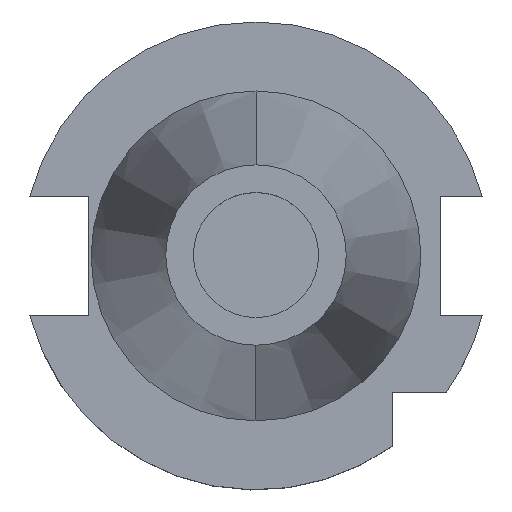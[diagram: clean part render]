
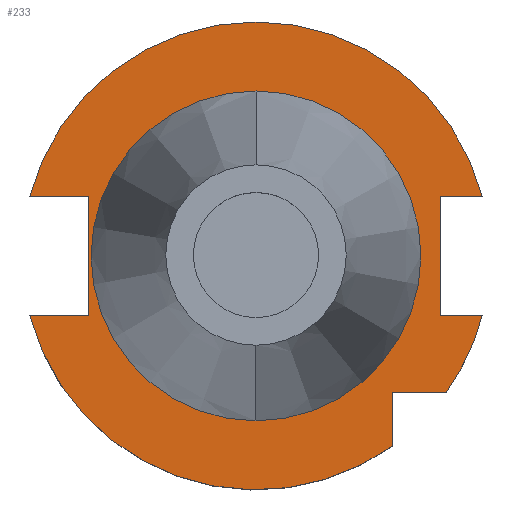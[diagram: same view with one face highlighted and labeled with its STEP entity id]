
A CAD part, top view. The second image highlights one B-rep face of the part: STEP entity #233.
In plain terms, the highlighted planar face has unit normal (0, 0, 1).
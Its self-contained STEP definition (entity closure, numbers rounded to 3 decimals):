
#70=FACE_BOUND('',#349,.T.);
#71=FACE_BOUND('',#350,.T.);
#98=LINE('',#1333,#163);
#99=LINE('',#1335,#164);
#100=LINE('',#1337,#165);
#115=LINE('',#1391,#180);
#116=LINE('',#1395,#181);
#117=LINE('',#1397,#182);
#118=LINE('',#1401,#183);
#119=LINE('',#1403,#184);
#120=LINE('',#1405,#185);
#121=LINE('',#1409,#186);
#163=VECTOR('',#1079,1.);
#164=VECTOR('',#1080,1.);
#165=VECTOR('',#1081,1.);
#180=VECTOR('',#1110,1.);
#181=VECTOR('',#1115,1.);
#182=VECTOR('',#1116,1.);
#183=VECTOR('',#1119,1.);
#184=VECTOR('',#1120,1.);
#185=VECTOR('',#1121,1.);
#186=VECTOR('',#1124,1.);
#233=ADVANCED_FACE('',(#70,#71),#274,.F.);
#274=PLANE('',#951);
#349=EDGE_LOOP('',(#455,#456,#457,#458,#459,#460,#461,#462,#463,#464,#465,
#466,#467));
#350=EDGE_LOOP('',(#468,#469));
#455=ORIENTED_EDGE('',*,*,#742,.F.);
#456=ORIENTED_EDGE('',*,*,#741,.F.);
#457=ORIENTED_EDGE('',*,*,#765,.F.);
#458=ORIENTED_EDGE('',*,*,#766,.F.);
#459=ORIENTED_EDGE('',*,*,#767,.T.);
#460=ORIENTED_EDGE('',*,*,#768,.F.);
#461=ORIENTED_EDGE('',*,*,#769,.T.);
#462=ORIENTED_EDGE('',*,*,#770,.T.);
#463=ORIENTED_EDGE('',*,*,#771,.F.);
#464=ORIENTED_EDGE('',*,*,#772,.F.);
#465=ORIENTED_EDGE('',*,*,#773,.T.);
#466=ORIENTED_EDGE('',*,*,#774,.T.);
#467=ORIENTED_EDGE('',*,*,#743,.F.);
#468=ORIENTED_EDGE('',*,*,#739,.T.);
#469=ORIENTED_EDGE('',*,*,#736,.F.);
#648=VERTEX_POINT('',#1323);
#649=VERTEX_POINT('',#1324);
#650=VERTEX_POINT('',#1331);
#652=VERTEX_POINT('',#1334);
#653=VERTEX_POINT('',#1336);
#654=VERTEX_POINT('',#1338);
#673=VERTEX_POINT('',#1390);
#674=VERTEX_POINT('',#1394);
#675=VERTEX_POINT('',#1396);
#676=VERTEX_POINT('',#1398);
#677=VERTEX_POINT('',#1400);
#678=VERTEX_POINT('',#1402);
#679=VERTEX_POINT('',#1404);
#680=VERTEX_POINT('',#1406);
#681=VERTEX_POINT('',#1408);
#736=EDGE_CURVE('',#648,#649,#855,.T.);
#739=EDGE_CURVE('',#648,#649,#856,.T.);
#741=EDGE_CURVE('',#650,#652,#98,.T.);
#742=EDGE_CURVE('',#652,#653,#99,.T.);
#743=EDGE_CURVE('',#653,#654,#100,.T.);
#765=EDGE_CURVE('',#673,#650,#115,.T.);
#766=EDGE_CURVE('',#674,#673,#862,.T.);
#767=EDGE_CURVE('',#674,#675,#116,.T.);
#768=EDGE_CURVE('',#676,#675,#117,.T.);
#769=EDGE_CURVE('',#676,#677,#863,.T.);
#770=EDGE_CURVE('',#677,#678,#118,.T.);
#771=EDGE_CURVE('',#679,#678,#119,.T.);
#772=EDGE_CURVE('',#680,#679,#120,.T.);
#773=EDGE_CURVE('',#680,#681,#864,.T.);
#774=EDGE_CURVE('',#681,#654,#121,.T.);
#855=CIRCLE('',#936,22.2);
#856=CIRCLE('',#938,22.2);
#862=CIRCLE('',#948,31.775);
#863=CIRCLE('',#949,31.775);
#864=CIRCLE('',#950,31.775);
#936=AXIS2_PLACEMENT_3D('',#1322,#1068,#1069);
#938=AXIS2_PLACEMENT_3D('',#1328,#1074,#1075);
#948=AXIS2_PLACEMENT_3D('',#1393,#1113,#1114);
#949=AXIS2_PLACEMENT_3D('',#1399,#1117,#1118);
#950=AXIS2_PLACEMENT_3D('',#1407,#1122,#1123);
#951=AXIS2_PLACEMENT_3D('',#1410,#1125,#1126);
#1068=DIRECTION('',(0.,0.,1.));
#1069=DIRECTION('',(-1.,0.,0.));
#1074=DIRECTION('',(0.,0.,-1.));
#1075=DIRECTION('',(-1.,0.,0.));
#1079=DIRECTION('',(0.,1.,0.));
#1080=DIRECTION('',(0.,1.,0.));
#1081=DIRECTION('',(0.,1.,0.));
#1110=DIRECTION('',(1.,0.,0.));
#1113=DIRECTION('',(0.,0.,-1.));
#1114=DIRECTION('',(-1.,0.,0.));
#1115=DIRECTION('',(0.,1.,0.));
#1116=DIRECTION('',(-1.,0.,0.));
#1117=DIRECTION('',(0.,0.,1.));
#1118=DIRECTION('',(-1.,0.,0.));
#1119=DIRECTION('',(-1.,0.,0.));
#1120=DIRECTION('',(0.,-1.,0.));
#1121=DIRECTION('',(-1.,0.,0.));
#1122=DIRECTION('',(0.,0.,1.));
#1123=DIRECTION('',(-1.,0.,0.));
#1124=DIRECTION('',(1.,0.,0.));
#1125=DIRECTION('',(0.,0.,-1.));
#1126=DIRECTION('',(0.,1.,0.));
#1322=CARTESIAN_POINT('',(0.,0.,-3.2));
#1323=CARTESIAN_POINT('',(0.,22.2,-3.2));
#1324=CARTESIAN_POINT('',(0.,-22.2,-3.2));
#1328=CARTESIAN_POINT('',(0.,0.,-3.2));
#1331=CARTESIAN_POINT('',(-22.7,-8.05,-3.2));
#1333=CARTESIAN_POINT('',(-22.7,-8.05,-3.2));
#1334=CARTESIAN_POINT('',(-22.7,-2.133,-3.2));
#1335=CARTESIAN_POINT('',(-22.7,0.,-3.2));
#1336=CARTESIAN_POINT('',(-22.7,2.133,-3.2));
#1337=CARTESIAN_POINT('',(-22.7,2.133,-3.2));
#1338=CARTESIAN_POINT('',(-22.7,8.05,-3.2));
#1390=CARTESIAN_POINT('',(-30.738,-8.05,-3.2));
#1391=CARTESIAN_POINT('',(-29.704,-8.05,-3.2));
#1393=CARTESIAN_POINT('',(0.,0.,-3.2));
#1394=CARTESIAN_POINT('',(18.5,-25.834,-3.2));
#1395=CARTESIAN_POINT('',(18.5,-24.594,-3.2));
#1396=CARTESIAN_POINT('',(18.5,-18.5,-3.2));
#1397=CARTESIAN_POINT('',(24.594,-18.5,-3.2));
#1398=CARTESIAN_POINT('',(25.834,-18.5,-3.2));
#1399=CARTESIAN_POINT('',(0.,0.,-3.2));
#1400=CARTESIAN_POINT('',(30.738,-8.05,-3.2));
#1401=CARTESIAN_POINT('',(29.704,-8.05,-3.2));
#1402=CARTESIAN_POINT('',(25.,-8.05,-3.2));
#1403=CARTESIAN_POINT('',(25.,8.05,-3.2));
#1404=CARTESIAN_POINT('',(25.,8.05,-3.2));
#1405=CARTESIAN_POINT('',(29.704,8.05,-3.2));
#1406=CARTESIAN_POINT('',(30.738,8.05,-3.2));
#1407=CARTESIAN_POINT('',(0.,0.,-3.2));
#1408=CARTESIAN_POINT('',(-30.738,8.05,-3.2));
#1409=CARTESIAN_POINT('',(-29.704,8.05,-3.2));
#1410=CARTESIAN_POINT('',(0.,0.,-3.2));
